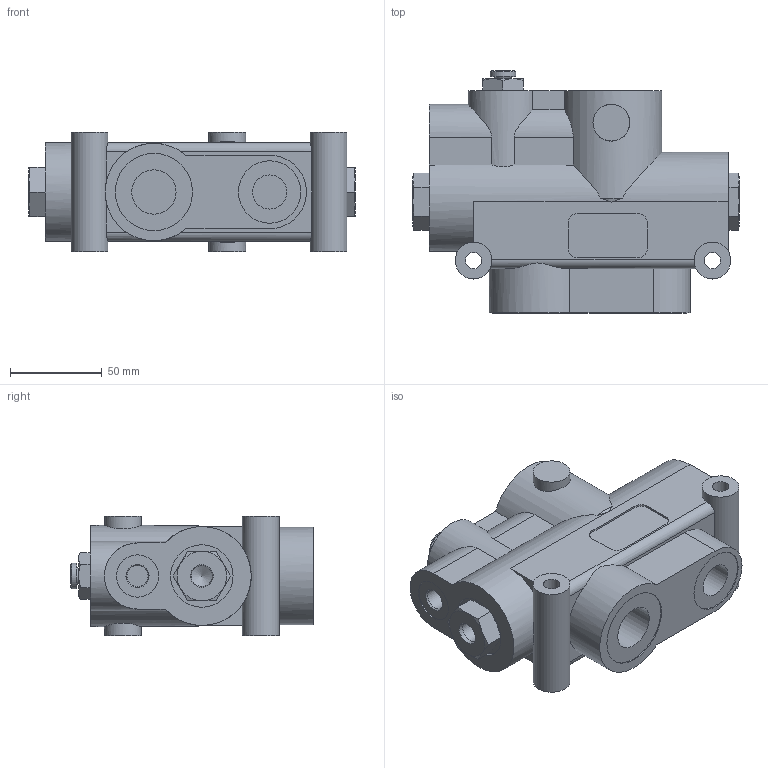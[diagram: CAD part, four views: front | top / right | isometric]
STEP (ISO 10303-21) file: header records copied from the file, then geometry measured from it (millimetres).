
FILE_DESCRIPTION(/* description */ ('STEP AP214'),/* implementation_level */ '2;1');
FILE_NAME(/* name */ 'PRTD160_4',/* time_stamp */ '2023-03-09T09:34:18+01:00',/* author */ ('License CC BY-ND 4.0'),/* organization */ ('CADENAS'),/* preprocessor_version */ 'ST-DEVELOPER v18.102',/* originating_system */ 'PARTsolutions',/* authorisation */ ' ');
FILE_SCHEMA (('AUTOMOTIVE_DESIGN {1 0 10303 214 3 1 1}'));
Length unit declared in the file: millimetre
Products named in the file (1): PRTD160/4
Bounding box: 177.5 x 131.7 x 65 mm (x, y, z)
Volume: 754853.7 mm3; surface area: 74494 mm2
Topology: 1 solids, 1 shells, 151 faces, 347 edges, 219 vertices
Faces by surface type: plane 71, cone 42, cylinder 35, torus 3
Full cylindrical faces by diameter (mm): 7 x1, 9 x2, 11.445 x2, 14 x1, 18.631 x1, 20 x4, 23 x1, 24.117 x2, 26 x1, 34 x3, 42 x2
Entity records: 4328 total; most frequent: CARTESIAN_POINT 1145, ORIENTED_EDGE 624, DIRECTION 618, EDGE_CURVE 312, AXIS2_PLACEMENT_3D 260, VERTEX_POINT 213, FACE_BOUND 205, EDGE_LOOP 204
